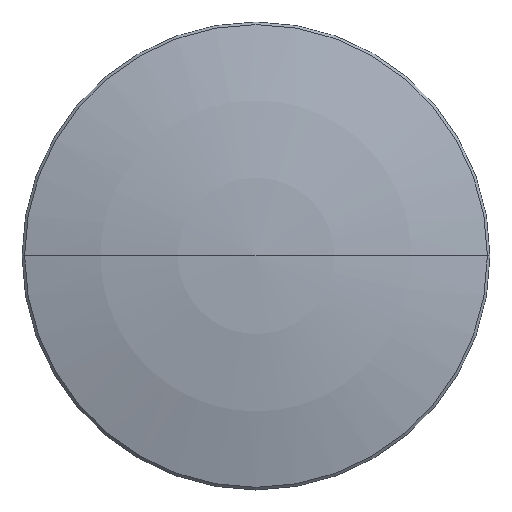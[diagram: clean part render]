
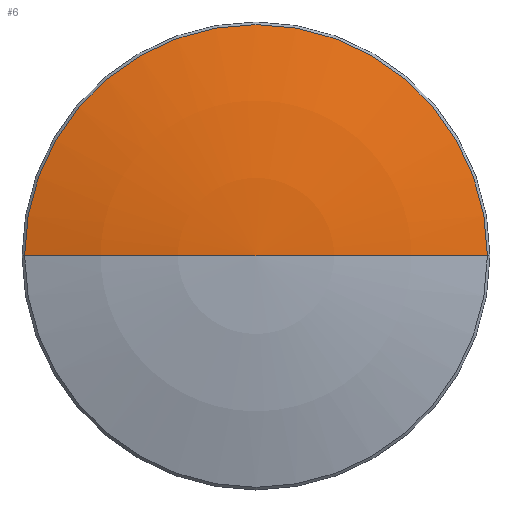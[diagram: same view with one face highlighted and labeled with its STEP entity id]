
A CAD part, top view. The second image highlights one B-rep face of the part: STEP entity #6.
In plain terms, the highlighted toroidal (fillet/blend) face has major radius 0.009 mm and minor radius 46.01 mm.
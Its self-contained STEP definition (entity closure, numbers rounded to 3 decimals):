
#6 = ADVANCED_FACE ( 'NONE', ( #180 ), #198, .T. ) ;
#7 = VERTEX_POINT ( 'NONE', #16 ) ;
#12 = EDGE_CURVE ( 'NONE', #7, #63, #133, .T. ) ;
#16 = CARTESIAN_POINT ( 'NONE',  ( -12.559, 0., 0.145 ) ) ;
#24 = ORIENTED_EDGE ( 'NONE', *, *, #66, .T. ) ;
#25 = EDGE_CURVE ( 'NONE', #67, #63, #108, .T. ) ;
#26 = ORIENTED_EDGE ( 'NONE', *, *, #25, .F. ) ;
#45 = DIRECTION ( 'NONE',  ( 0., 0., -1. ) ) ;
#46 = DIRECTION ( 'NONE',  ( 0., -1., 0. ) ) ;
#47 = AXIS2_PLACEMENT_3D ( 'NONE', #59, #46, #45 ) ;
#59 = CARTESIAN_POINT ( 'NONE',  ( -0.009, 0., -44.115 ) ) ;
#63 = VERTEX_POINT ( 'NONE', #84 ) ;
#66 = EDGE_CURVE ( 'NONE', #67, #7, #117, .T. ) ;
#67 = VERTEX_POINT ( 'NONE', #95 ) ;
#84 = CARTESIAN_POINT ( 'NONE',  ( 0., 0., 1.895 ) ) ;
#95 = CARTESIAN_POINT ( 'NONE',  ( 12.559, 0., 0.145 ) ) ;
#108 = CIRCLE ( 'NONE', #47, 46.01 ) ;
#114 = DIRECTION ( 'NONE',  ( 1., 0., 0. ) ) ;
#115 = DIRECTION ( 'NONE',  ( 0., 0., 1. ) ) ;
#116 = AXIS2_PLACEMENT_3D ( 'NONE', #122, #115, #114 ) ;
#117 = CIRCLE ( 'NONE', #116, 12.559 ) ;
#122 = CARTESIAN_POINT ( 'NONE',  ( 0., 0., 0.145 ) ) ;
#128 = DIRECTION ( 'NONE',  ( -1., 0., 0. ) ) ;
#132 = CARTESIAN_POINT ( 'NONE',  ( 0.009, 0., -44.115 ) ) ;
#133 = CIRCLE ( 'NONE', #142, 46.01 ) ;
#139 = DIRECTION ( 'NONE',  ( 1., 0., 0. ) ) ;
#142 = AXIS2_PLACEMENT_3D ( 'NONE', #132, #182, #128 ) ;
#158 = AXIS2_PLACEMENT_3D ( 'NONE', #194, #193, #139 ) ;
#162 = ORIENTED_EDGE ( 'NONE', *, *, #12, .T. ) ;
#165 = EDGE_LOOP ( 'NONE', ( #24, #162, #26 ) ) ;
#180 = FACE_OUTER_BOUND ( 'NONE', #165, .T. ) ;
#182 = DIRECTION ( 'NONE',  ( 0., 1., 0. ) ) ;
#193 = DIRECTION ( 'NONE',  ( 0., 0., 1. ) ) ;
#194 = CARTESIAN_POINT ( 'NONE',  ( 0., 0., -44.115 ) ) ;
#198 = TOROIDAL_SURFACE ( 'NONE', #158, -0.009, 46.01 ) ;
